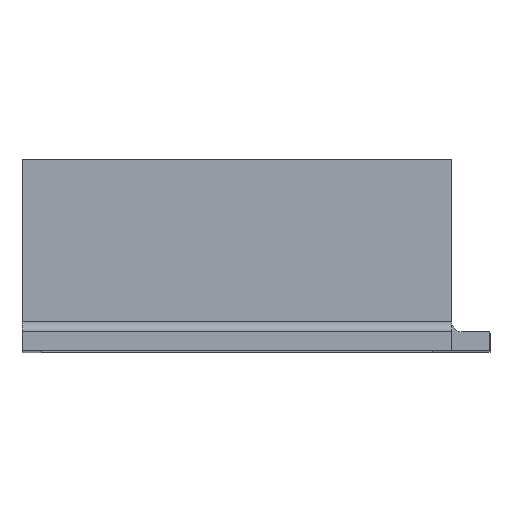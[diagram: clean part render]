
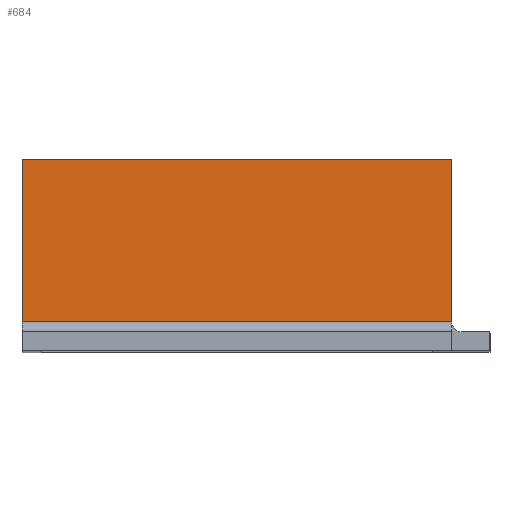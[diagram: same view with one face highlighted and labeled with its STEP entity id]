
A CAD part, top view. The second image highlights one B-rep face of the part: STEP entity #684.
In plain terms, the highlighted planar face has unit normal (0, 0, 1).
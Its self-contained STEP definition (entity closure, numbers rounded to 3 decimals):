
#65 = CARTESIAN_POINT ( 'NONE',  ( 11.25, 1.5, 32. ) ) ;
#144 = VERTEX_POINT ( 'NONE', #1014 ) ;
#179 = PLANE ( 'NONE',  #1904 ) ;
#185 = ORIENTED_EDGE ( 'NONE', *, *, #505, .F. ) ;
#326 = CARTESIAN_POINT ( 'NONE',  ( -11.25, 1.5, 32. ) ) ;
#432 = DIRECTION ( 'NONE',  ( -1., 0., 0. ) ) ;
#469 = LINE ( 'NONE', #740, #657 ) ;
#505 = EDGE_CURVE ( 'NONE', #144, #604, #2251, .T. ) ;
#515 = FACE_OUTER_BOUND ( 'NONE', #843, .T. ) ;
#557 = DIRECTION ( 'NONE',  ( 0., -1., 0. ) ) ;
#596 = VECTOR ( 'NONE', #2483, 1000. ) ;
#604 = VERTEX_POINT ( 'NONE', #2207 ) ;
#657 = VECTOR ( 'NONE', #557, 1000. ) ;
#684 = ADVANCED_FACE ( 'NONE', ( #515 ), #179, .F. ) ;
#740 = CARTESIAN_POINT ( 'NONE',  ( -11.25, 10., 32. ) ) ;
#830 = VECTOR ( 'NONE', #2589, 1000. ) ;
#843 = EDGE_LOOP ( 'NONE', ( #948, #1933, #1927, #185 ) ) ;
#948 = ORIENTED_EDGE ( 'NONE', *, *, #1612, .T. ) ;
#990 = CARTESIAN_POINT ( 'NONE',  ( -11.25, 1.5, 32. ) ) ;
#1014 = CARTESIAN_POINT ( 'NONE',  ( -11.25, 10., 32. ) ) ;
#1195 = LINE ( 'NONE', #990, #830 ) ;
#1291 = DIRECTION ( 'NONE',  ( 1., 0., 0. ) ) ;
#1416 = VERTEX_POINT ( 'NONE', #326 ) ;
#1486 = EDGE_CURVE ( 'NONE', #604, #2440, #1865, .T. ) ;
#1497 = CARTESIAN_POINT ( 'NONE',  ( -11.25, 10., 32. ) ) ;
#1586 = DIRECTION ( 'NONE',  ( 0., 0., -1. ) ) ;
#1612 = EDGE_CURVE ( 'NONE', #144, #1416, #469, .T. ) ;
#1713 = CARTESIAN_POINT ( 'NONE',  ( 11.25, 10., 32. ) ) ;
#1825 = VECTOR ( 'NONE', #1291, 1000. ) ;
#1855 = EDGE_CURVE ( 'NONE', #1416, #2440, #1195, .T. ) ;
#1865 = LINE ( 'NONE', #1713, #596 ) ;
#1904 = AXIS2_PLACEMENT_3D ( 'NONE', #2218, #1586, #432 ) ;
#1927 = ORIENTED_EDGE ( 'NONE', *, *, #1486, .F. ) ;
#1933 = ORIENTED_EDGE ( 'NONE', *, *, #1855, .T. ) ;
#2207 = CARTESIAN_POINT ( 'NONE',  ( 11.25, 10., 32. ) ) ;
#2218 = CARTESIAN_POINT ( 'NONE',  ( -11.25, 10., 32. ) ) ;
#2251 = LINE ( 'NONE', #1497, #1825 ) ;
#2440 = VERTEX_POINT ( 'NONE', #65 ) ;
#2483 = DIRECTION ( 'NONE',  ( 0., -1., 0. ) ) ;
#2589 = DIRECTION ( 'NONE',  ( 1., 0., 0. ) ) ;
